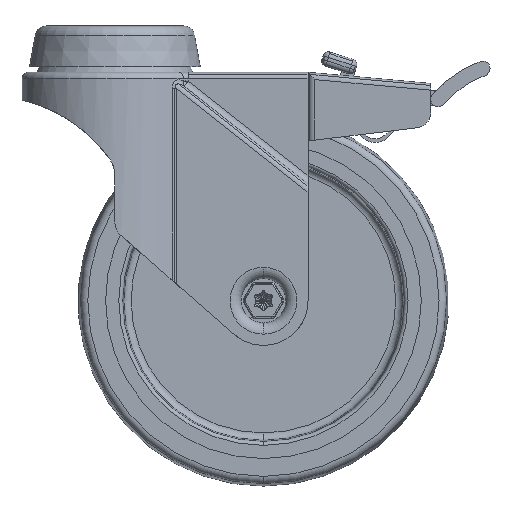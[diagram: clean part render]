
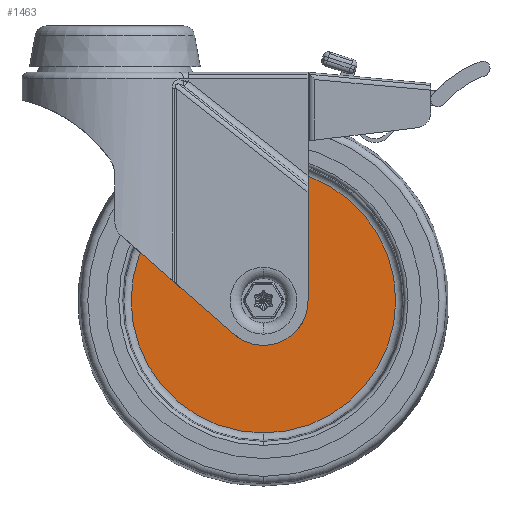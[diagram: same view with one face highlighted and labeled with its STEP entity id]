
A CAD part, front view. The second image highlights one B-rep face of the part: STEP entity #1463.
In plain terms, the highlighted planar face has unit normal (0, -1, 0).
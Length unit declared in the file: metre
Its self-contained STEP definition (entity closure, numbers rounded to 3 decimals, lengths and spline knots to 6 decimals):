
#1463=ADVANCED_FACE('',(#2593,#2594),#2595,.T.);
#2593=FACE_OUTER_BOUND('',#5093,.T.);
#2594=FACE_BOUND('',#5094,.T.);
#2595=PLANE('',#5095);
#5093=EDGE_LOOP('',(#16203,#16204,#16205));
#5094=EDGE_LOOP('',(#16206,#16207,#16208));
#5095=AXIS2_PLACEMENT_3D('',#16209,#16210,#16211);
#16203=ORIENTED_EDGE('',*,*,#18840,.F.);
#16204=ORIENTED_EDGE('',*,*,#18841,.F.);
#16205=ORIENTED_EDGE('',*,*,#18761,.F.);
#16206=ORIENTED_EDGE('',*,*,#18838,.T.);
#16207=ORIENTED_EDGE('',*,*,#18769,.T.);
#16208=ORIENTED_EDGE('',*,*,#18839,.T.);
#16209=CARTESIAN_POINT('',(-0.023804,-0.003,0.0));
#16210=DIRECTION('',(0.,-1.0,0.0));
#16211=DIRECTION('',(1.0,0.,0.0));
#18761=EDGE_CURVE('',#21028,#21031,#21032,.T.);
#18769=EDGE_CURVE('',#21039,#21045,#21047,.T.);
#18838=EDGE_CURVE('',#21158,#21039,#21159,.T.);
#18839=EDGE_CURVE('',#21045,#21158,#21160,.T.);
#18840=EDGE_CURVE('',#21161,#21028,#21162,.T.);
#18841=EDGE_CURVE('',#21031,#21161,#21163,.T.);
#21028=VERTEX_POINT('',#24915);
#21031=VERTEX_POINT('',#24918);
#21032=CIRCLE('',#24919,0.035608);
#21039=VERTEX_POINT('',#24926);
#21045=VERTEX_POINT('',#24932);
#21047=CIRCLE('',#24934,0.012);
#21158=VERTEX_POINT('',#25059);
#21159=CIRCLE('',#25060,0.012);
#21160=CIRCLE('',#25061,0.012);
#21161=VERTEX_POINT('',#25062);
#21162=CIRCLE('',#25063,0.035608);
#21163=CIRCLE('',#25064,0.035608);
#24915=CARTESIAN_POINT('',(0.,-0.003,0.035608));
#24918=CARTESIAN_POINT('',(0.,-0.003,-0.035608));
#24919=AXIS2_PLACEMENT_3D('',#36929,#36930,#36931);
#24926=CARTESIAN_POINT('',(0.,-0.003,0.012));
#24932=CARTESIAN_POINT('',(0.,-0.003,-0.012));
#24934=AXIS2_PLACEMENT_3D('',#36953,#36954,#36955);
#25059=CARTESIAN_POINT('',(-0.012,-0.003,0.0));
#25060=AXIS2_PLACEMENT_3D('',#37132,#37133,#37134);
#25061=AXIS2_PLACEMENT_3D('',#37135,#37136,#37137);
#25062=CARTESIAN_POINT('',(-0.035608,-0.003,0.0));
#25063=AXIS2_PLACEMENT_3D('',#37138,#37139,#37140);
#25064=AXIS2_PLACEMENT_3D('',#37141,#37142,#37143);
#36929=CARTESIAN_POINT('',(0.,-0.003,0.0));
#36930=DIRECTION('',(0.,1.0,0.0));
#36931=DIRECTION('',(-1.0,0.,0.0));
#36953=CARTESIAN_POINT('',(0.,-0.003,0.0));
#36954=DIRECTION('',(0.,1.0,0.0));
#36955=DIRECTION('',(-1.0,0.,0.0));
#37132=CARTESIAN_POINT('',(0.,-0.003,0.0));
#37133=DIRECTION('',(0.,1.0,0.0));
#37134=DIRECTION('',(-1.0,0.,0.0));
#37135=CARTESIAN_POINT('',(0.,-0.003,0.0));
#37136=DIRECTION('',(0.,1.0,0.0));
#37137=DIRECTION('',(-1.0,0.,0.0));
#37138=CARTESIAN_POINT('',(0.,-0.003,0.0));
#37139=DIRECTION('',(0.,1.0,0.0));
#37140=DIRECTION('',(-1.0,0.,0.0));
#37141=CARTESIAN_POINT('',(0.,-0.003,0.0));
#37142=DIRECTION('',(0.,1.0,0.0));
#37143=DIRECTION('',(-1.0,0.,0.0));
